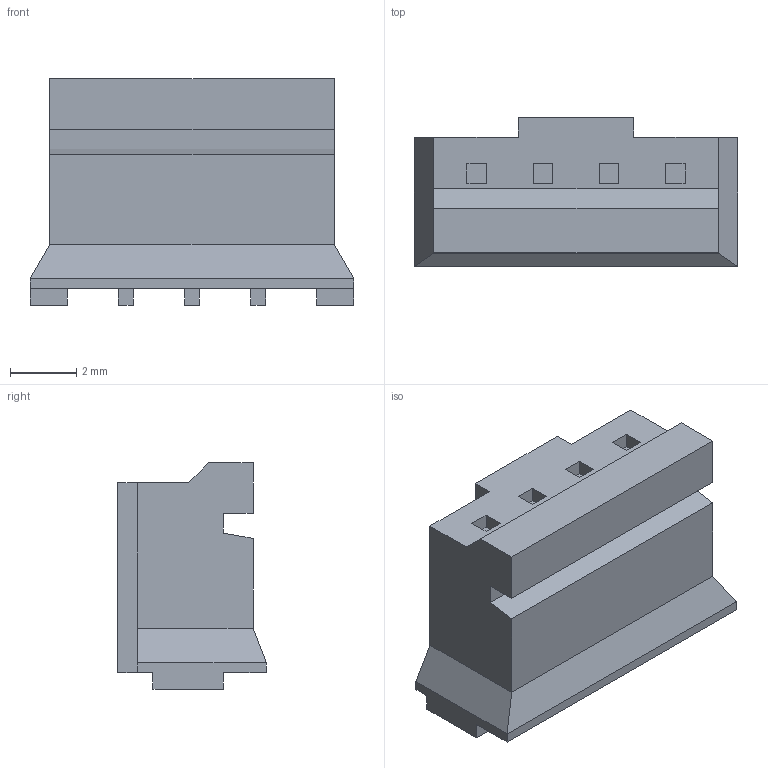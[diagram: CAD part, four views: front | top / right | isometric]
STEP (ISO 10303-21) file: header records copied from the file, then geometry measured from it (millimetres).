
FILE_DESCRIPTION (( 'STEP AP214' ), '1' );
FILE_NAME ('PHR-4.STEP', '2012-07-03T09:23:48', ( ' ' ), ( ' ' ), 'SwSTEP 2.0', 'SolidWorks 2005235', '' );
FILE_SCHEMA (( 'AUTOMOTIVE_DESIGN' ));
Length unit declared in the file: millimetre
Products named in the file (1): PHR-4
Bounding box: 9.8 x 4.5 x 6.85 mm (x, y, z)
Volume: 195.5 mm3; surface area: 269.8 mm2
Topology: 1 solids, 1 shells, 78 faces, 196 edges, 124 vertices
Faces by surface type: plane 78
Entity records: 2283 total; most frequent: CARTESIAN_POINT 399, ORIENTED_EDGE 392, DIRECTION 354, LINE 196, VECTOR 196, EDGE_CURVE 196, VERTEX_POINT 124, EDGE_LOOP 82
